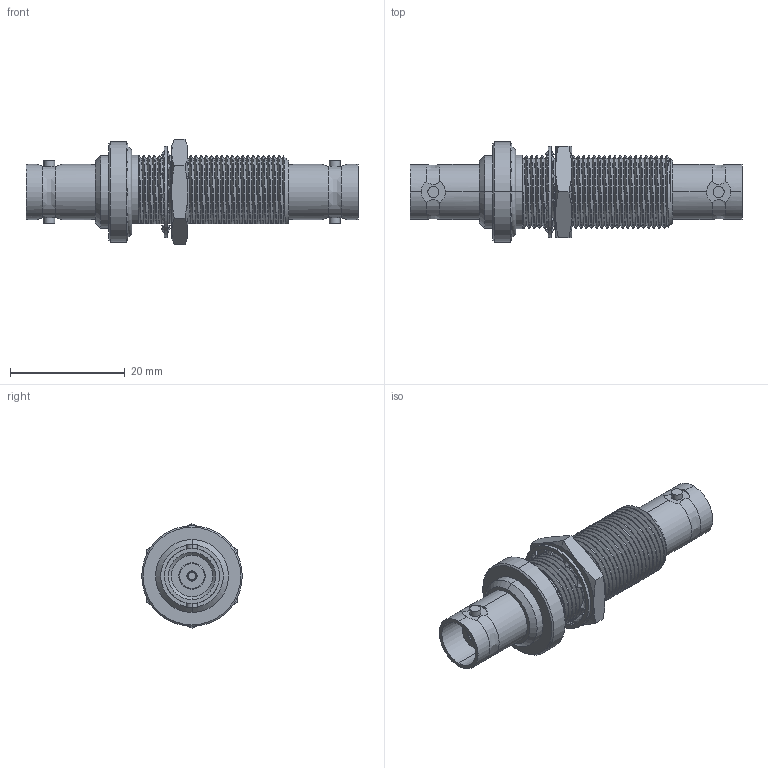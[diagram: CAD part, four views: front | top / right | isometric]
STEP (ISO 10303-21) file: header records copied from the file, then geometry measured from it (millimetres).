
FILE_DESCRIPTION (( 'STEP AP203' ), '1' );
FILE_NAME ('PE9420.step', '2018-05-23T16:17:56', ( '' ), ( '' ), 'SwSTEP 2.0', 'SolidWorks 2017', '' );
FILE_SCHEMA (( 'CONFIG_CONTROL_DESIGN' ));
Products named in the file (1): PE9420
Bounding box: 57.91 x 17.53 x 18.33 mm (x, y, z)
Volume: 5444 mm3; surface area: 4914.2 mm2
Topology: 5 solids, 5 shells, 365 faces, 1052 edges, 702 vertices
Faces by surface type: bspline 137, cylinder 103, plane 78, cone 39, torus 8
Entity records: 100020 total; most frequent: CARTESIAN_POINT 91788, ORIENTED_EDGE 2104, DIRECTION 1246, EDGE_CURVE 1052, VERTEX_POINT 702, AXIS2_PLACEMENT_3D 467, EDGE_LOOP 386, ADVANCED_FACE 365
